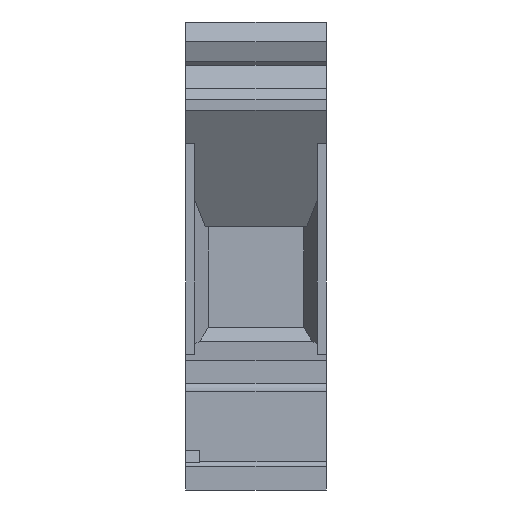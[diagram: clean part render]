
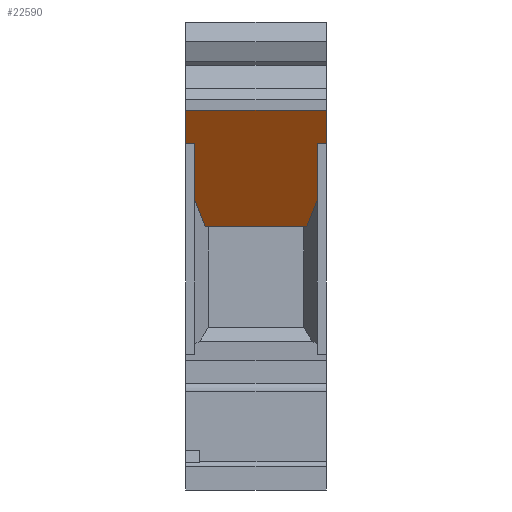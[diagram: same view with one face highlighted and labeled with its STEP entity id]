
A CAD part, front view. The second image highlights one B-rep face of the part: STEP entity #22590.
In plain terms, the highlighted face is planar.
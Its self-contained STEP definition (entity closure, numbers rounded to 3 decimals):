
#2090=CARTESIAN_POINT('',(-41.222,-113.132,
-6.5));
#2100=VERTEX_POINT('',#2090);
#2130=CARTESIAN_POINT('',(-119.229,0.,38.537));
#2140=DIRECTION('',(0.539,-0.782,
-0.311));
#2150=VECTOR('',#2140,1.);
#2160=LINE('',#2130,#2150);
#2170=CARTESIAN_POINT('',(-43.147,-110.34,
-5.389));
#2180=VERTEX_POINT('',#2170);
#2190=EDGE_CURVE('',#2180,#2100,#2160,.T.);
#12720=CARTESIAN_POINT('',(-37.047,-119.187,7.5));
#12730=VERTEX_POINT('',#12720);
#12760=CARTESIAN_POINT('',(-119.229,0.,7.5));
#12770=DIRECTION('',(-0.568,0.823,0.));
#12780=VECTOR('',#12770,1.);
#12790=LINE('',#12760,#12780);
#12800=CARTESIAN_POINT('',(-34.597,-122.74,7.5));
#12810=VERTEX_POINT('',#12800);
#12820=EDGE_CURVE('',#12810,#12730,#12790,.T.);
#16320=CARTESIAN_POINT('',(-43.147,-110.34,
0.));
#16330=DIRECTION('',(0.,0.,1.));
#16340=VECTOR('',#16330,1.);
#16350=LINE('',#16320,#16340);
#16360=CARTESIAN_POINT('',(-43.147,-110.34,
5.389));
#16370=VERTEX_POINT('',#16360);
#16380=EDGE_CURVE('',#2180,#16370,#16350,.T.);
#21970=CARTESIAN_POINT('',(-34.597,-122.74,
-11.42));
#21980=DIRECTION('',(-0.823,-0.568,-0.));
#21990=DIRECTION('',(-0.568,0.823,0.));
#22000=AXIS2_PLACEMENT_3D('',#21970,#21980,#21990);
#22010=PLANE('',#22000);
#22020=ORIENTED_EDGE('',*,*,#12820,.F.);
#22030=CARTESIAN_POINT('',(-37.047,-119.187,0.));
#22040=DIRECTION('',(0.,0.,1.));
#22050=VECTOR('',#22040,1.);
#22060=LINE('',#22030,#22050);
#22070=CARTESIAN_POINT('',(-37.047,-119.187,6.5));
#22080=VERTEX_POINT('',#22070);
#22090=EDGE_CURVE('',#22080,#12730,#22060,.T.);
#22100=ORIENTED_EDGE('',*,*,#22090,.T.);
#22110=CARTESIAN_POINT('',(-119.229,0.,6.5));
#22120=DIRECTION('',(-0.568,0.823,0.));
#22130=VECTOR('',#22120,1.);
#22140=LINE('',#22110,#22130);
#22150=CARTESIAN_POINT('',(-41.222,-113.132,6.5));
#22160=VERTEX_POINT('',#22150);
#22170=EDGE_CURVE('',#22080,#22160,#22140,.T.);
#22180=ORIENTED_EDGE('',*,*,#22170,.F.);
#22190=CARTESIAN_POINT('',(-119.229,0.,-38.537));
#22200=DIRECTION('',(0.539,-0.782,
0.311));
#22210=VECTOR('',#22200,1.);
#22220=LINE('',#22190,#22210);
#22230=EDGE_CURVE('',#16370,#22160,#22220,.T.);
#22240=ORIENTED_EDGE('',*,*,#22230,.T.);
#22250=ORIENTED_EDGE('',*,*,#16380,.T.);
#22260=ORIENTED_EDGE('',*,*,#2190,.F.);
#22270=CARTESIAN_POINT('',(-119.229,0.,-6.5));
#22280=DIRECTION('',(-0.568,0.823,0.));
#22290=VECTOR('',#22280,1.);
#22300=LINE('',#22270,#22290);
#22310=CARTESIAN_POINT('',(-37.047,-119.187,
-6.5));
#22320=VERTEX_POINT('',#22310);
#22330=EDGE_CURVE('',#22320,#2100,#22300,.T.);
#22340=ORIENTED_EDGE('',*,*,#22330,.T.);
#22350=CARTESIAN_POINT('',(-37.047,-119.187,0.));
#22360=DIRECTION('',(0.,0.,-1.));
#22370=VECTOR('',#22360,1.);
#22380=LINE('',#22350,#22370);
#22390=CARTESIAN_POINT('',(-37.047,-119.187,
-7.5));
#22400=VERTEX_POINT('',#22390);
#22410=EDGE_CURVE('',#22320,#22400,#22380,.T.);
#22420=ORIENTED_EDGE('',*,*,#22410,.F.);
#22430=CARTESIAN_POINT('',(-119.229,0.,-7.5));
#22440=DIRECTION('',(-0.568,0.823,0.));
#22450=VECTOR('',#22440,1.);
#22460=LINE('',#22430,#22450);
#22470=CARTESIAN_POINT('',(-34.597,-122.74,
-7.5));
#22480=VERTEX_POINT('',#22470);
#22490=EDGE_CURVE('',#22480,#22400,#22460,.T.);
#22500=ORIENTED_EDGE('',*,*,#22490,.T.);
#22510=CARTESIAN_POINT('',(-34.597,-122.74,0.));
#22520=DIRECTION('',(0.,0.,-1.));
#22530=VECTOR('',#22520,1.);
#22540=LINE('',#22510,#22530);
#22550=EDGE_CURVE('',#12810,#22480,#22540,.T.);
#22560=ORIENTED_EDGE('',*,*,#22550,.T.);
#22570=EDGE_LOOP('',(#22560,#22500,#22420,#22340,#22260,#22250,#22240,
#22180,#22100,#22020));
#22580=FACE_OUTER_BOUND('',#22570,.T.);
#22590=ADVANCED_FACE('',(#22580),#22010,.F.);
